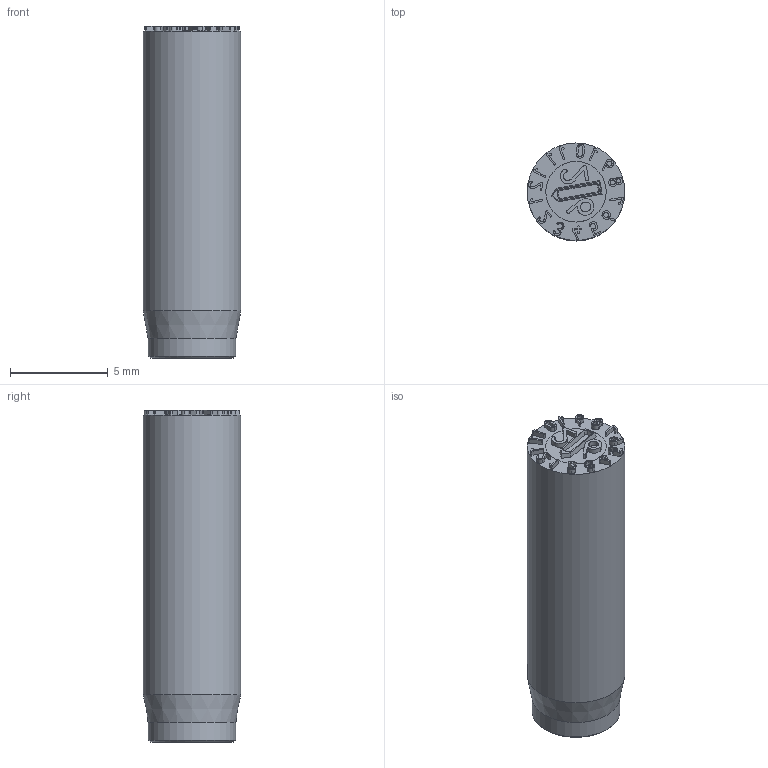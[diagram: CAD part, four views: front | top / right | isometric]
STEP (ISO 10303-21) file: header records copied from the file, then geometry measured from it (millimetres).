
FILE_DESCRIPTION(/* description */ (''),/* implementation_level */ '2;1');
FILE_NAME(/* name */ 'Dati-6000_$5$Jahr.stp',/* time_stamp */ '2025-08-29T11:40:36+02:00',/* author */ ('olafg'),/* organization */ (''),/* preprocessor_version */ 'ST-DEVELOPER v20',/* originating_system */ 'Autodesk Inventor 2024',/* authorisation */ '');
FILE_SCHEMA (('AUTOMOTIVE_DESIGN { 1 0 10303 214 3 1 1 }'));
Length unit declared in the file: millimetre
Products named in the file (3): Zusammenbau 1005; 1005-01-00 Hülse; 2005-05-00 Stelleinsatz
Assembly tree (2 placements, depth 2):
  Zusammenbau 1005
    1005-01-00 Hülse
    2005-05-00 Stelleinsatz
Bounding box: 5 x 5 x 17.01 mm (x, y, z)
Volume: 242.1 mm3; surface area: 514.4 mm2
Topology: 4 solids, 4 shells, 344 faces, 932 edges, 620 vertices
Faces by surface type: bspline 207, plane 118, cone 11, cylinder 7, torus 1
Full cylindrical faces by diameter (mm): 1.6 x2, 3 x1, 3.1 x2, 4.5 x1, 5 x1
Entity records: 12055 total; most frequent: CARTESIAN_POINT 4664, ORIENTED_EDGE 1864, EDGE_CURVE 932, DIRECTION 837, VERTEX_POINT 620, LINE 483, VECTOR 483, B_SPLINE_CURVE_WITH_KNOTS 414
